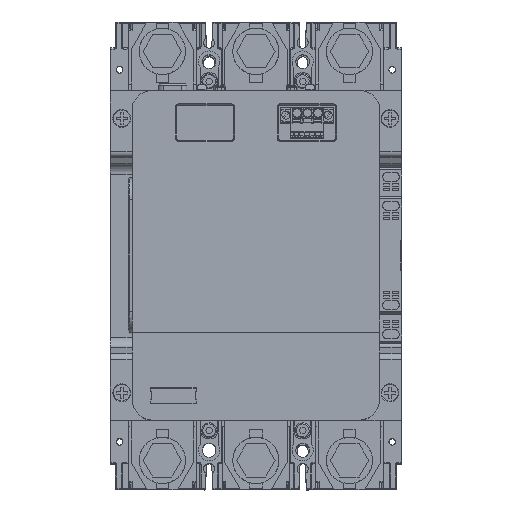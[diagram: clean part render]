
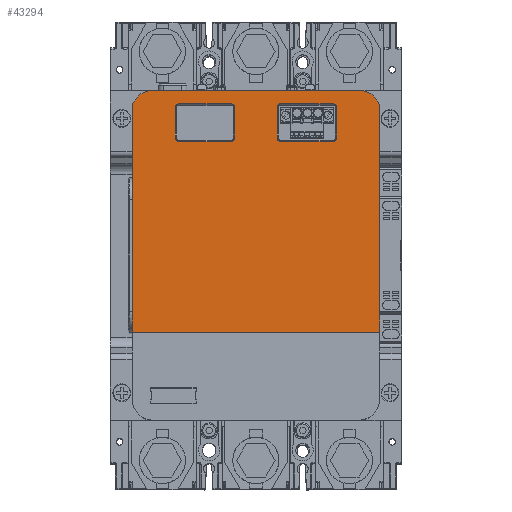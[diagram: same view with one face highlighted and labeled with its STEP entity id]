
A CAD part, top view. The second image highlights one B-rep face of the part: STEP entity #43294.
In plain terms, the highlighted planar face has unit normal (0, 0, 1).
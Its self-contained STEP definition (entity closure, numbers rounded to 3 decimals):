
#1605=DIRECTION('',(-1.,0.,0.));
#1606=VECTOR('',#1605,100.136);
#1607=CARTESIAN_POINT('',(120.068,191.75,208.4));
#1608=LINE('',#1607,#1606);
#5240=DIRECTION('',(-1.,0.,0.));
#5241=VECTOR('',#5240,119.);
#5242=CARTESIAN_POINT('',(129.5,75.65,208.4));
#5243=LINE('',#5242,#5241);
#5244=DIRECTION('',(0.,1.,0.));
#5245=VECTOR('',#5244,108.96);
#5246=CARTESIAN_POINT('',(10.5,75.65,208.4));
#5247=LINE('',#5246,#5245);
#5248=CARTESIAN_POINT('',(19.932,181.95,208.4));
#5249=DIRECTION('',(0.,0.,-1.));
#5250=DIRECTION('',(-0.962,0.271,0.));
#5251=AXIS2_PLACEMENT_3D('',#5248,#5249,#5250);
#5253=CARTESIAN_POINT('',(120.068,181.95,208.4));
#5254=DIRECTION('',(0.,0.,-1.));
#5255=DIRECTION('',(0.,1.,0.));
#5256=AXIS2_PLACEMENT_3D('',#5253,#5254,#5255);
#5258=DIRECTION('',(0.,-1.,0.));
#5259=VECTOR('',#5258,108.96);
#5260=CARTESIAN_POINT('',(129.5,184.61,208.4));
#5261=LINE('',#5260,#5259);
#5262=CARTESIAN_POINT('',(32.8,168.95,208.4));
#5263=DIRECTION('',(0.,0.,1.));
#5264=DIRECTION('',(-1.,0.,0.));
#5265=AXIS2_PLACEMENT_3D('',#5262,#5263,#5264);
#5267=DIRECTION('',(1.,0.,0.));
#5268=VECTOR('',#5267,25.4);
#5269=CARTESIAN_POINT('',(32.8,167.35,208.4));
#5270=LINE('',#5269,#5268);
#5271=CARTESIAN_POINT('',(58.2,168.95,208.4));
#5272=DIRECTION('',(0.,0.,1.));
#5273=DIRECTION('',(0.,-1.,0.));
#5274=AXIS2_PLACEMENT_3D('',#5271,#5272,#5273);
#5276=DIRECTION('',(0.,1.,0.));
#5277=VECTOR('',#5276,14.9);
#5278=CARTESIAN_POINT('',(59.8,168.95,208.4));
#5279=LINE('',#5278,#5277);
#5280=CARTESIAN_POINT('',(58.2,183.85,208.4));
#5281=DIRECTION('',(0.,0.,1.));
#5282=DIRECTION('',(1.,0.,0.));
#5283=AXIS2_PLACEMENT_3D('',#5280,#5281,#5282);
#5285=DIRECTION('',(-1.,0.,0.));
#5286=VECTOR('',#5285,25.4);
#5287=CARTESIAN_POINT('',(58.2,185.45,208.4));
#5288=LINE('',#5287,#5286);
#5289=CARTESIAN_POINT('',(32.8,183.85,208.4));
#5290=DIRECTION('',(0.,0.,1.));
#5291=DIRECTION('',(0.,1.,0.));
#5292=AXIS2_PLACEMENT_3D('',#5289,#5290,#5291);
#5294=DIRECTION('',(0.,-1.,0.));
#5295=VECTOR('',#5294,14.9);
#5296=CARTESIAN_POINT('',(31.2,183.85,208.4));
#5297=LINE('',#5296,#5295);
#5298=DIRECTION('',(0.,-1.,0.));
#5299=VECTOR('',#5298,14.9);
#5300=CARTESIAN_POINT('',(80.2,183.85,208.4));
#5301=LINE('',#5300,#5299);
#5302=CARTESIAN_POINT('',(81.8,168.95,208.4));
#5303=DIRECTION('',(0.,0.,1.));
#5304=DIRECTION('',(-1.,0.,0.));
#5305=AXIS2_PLACEMENT_3D('',#5302,#5303,#5304);
#5307=DIRECTION('',(1.,0.,0.));
#5308=VECTOR('',#5307,25.4);
#5309=CARTESIAN_POINT('',(81.8,167.35,208.4));
#5310=LINE('',#5309,#5308);
#5311=CARTESIAN_POINT('',(107.2,168.95,208.4));
#5312=DIRECTION('',(0.,0.,1.));
#5313=DIRECTION('',(0.,-1.,0.));
#5314=AXIS2_PLACEMENT_3D('',#5311,#5312,#5313);
#5316=DIRECTION('',(0.,1.,0.));
#5317=VECTOR('',#5316,14.9);
#5318=CARTESIAN_POINT('',(108.8,168.95,208.4));
#5319=LINE('',#5318,#5317);
#5320=CARTESIAN_POINT('',(107.2,183.85,208.4));
#5321=DIRECTION('',(0.,0.,1.));
#5322=DIRECTION('',(1.,0.,0.));
#5323=AXIS2_PLACEMENT_3D('',#5320,#5321,#5322);
#5325=DIRECTION('',(-1.,0.,0.));
#5326=VECTOR('',#5325,25.4);
#5327=CARTESIAN_POINT('',(107.2,185.45,208.4));
#5328=LINE('',#5327,#5326);
#5329=CARTESIAN_POINT('',(81.8,183.85,208.4));
#5330=DIRECTION('',(0.,0.,1.));
#5331=DIRECTION('',(0.,1.,0.));
#5332=AXIS2_PLACEMENT_3D('',#5329,#5330,#5331);
#30211=CARTESIAN_POINT('',(120.068,191.75,208.4));
#30212=VERTEX_POINT('',#30211);
#30213=CARTESIAN_POINT('',(19.932,191.75,208.4));
#30214=VERTEX_POINT('',#30213);
#32634=CARTESIAN_POINT('',(10.5,184.61,208.4));
#32635=VERTEX_POINT('',#32634);
#32636=CARTESIAN_POINT('',(10.5,75.65,208.4));
#32637=VERTEX_POINT('',#32636);
#32721=CARTESIAN_POINT('',(129.5,75.65,208.4));
#32722=VERTEX_POINT('',#32721);
#32723=CARTESIAN_POINT('',(129.5,184.61,208.4));
#32724=VERTEX_POINT('',#32723);
#33376=CARTESIAN_POINT('',(31.2,168.95,208.4));
#33377=CARTESIAN_POINT('',(32.8,167.35,208.4));
#33378=VERTEX_POINT('',#33376);
#33379=VERTEX_POINT('',#33377);
#33380=CARTESIAN_POINT('',(58.2,167.35,208.4));
#33381=VERTEX_POINT('',#33380);
#33382=CARTESIAN_POINT('',(59.8,168.95,208.4));
#33383=VERTEX_POINT('',#33382);
#33384=CARTESIAN_POINT('',(59.8,183.85,208.4));
#33385=VERTEX_POINT('',#33384);
#33386=CARTESIAN_POINT('',(58.2,185.45,208.4));
#33387=VERTEX_POINT('',#33386);
#33388=CARTESIAN_POINT('',(32.8,185.45,208.4));
#33389=VERTEX_POINT('',#33388);
#33390=CARTESIAN_POINT('',(31.2,183.85,208.4));
#33391=VERTEX_POINT('',#33390);
#33392=CARTESIAN_POINT('',(80.2,183.85,208.4));
#33393=CARTESIAN_POINT('',(80.2,168.95,208.4));
#33394=VERTEX_POINT('',#33392);
#33395=VERTEX_POINT('',#33393);
#33396=CARTESIAN_POINT('',(81.8,167.35,208.4));
#33397=VERTEX_POINT('',#33396);
#33398=CARTESIAN_POINT('',(107.2,167.35,208.4));
#33399=VERTEX_POINT('',#33398);
#33400=CARTESIAN_POINT('',(108.8,168.95,208.4));
#33401=VERTEX_POINT('',#33400);
#33402=CARTESIAN_POINT('',(108.8,183.85,208.4));
#33403=VERTEX_POINT('',#33402);
#33404=CARTESIAN_POINT('',(107.2,185.45,208.4));
#33405=VERTEX_POINT('',#33404);
#33406=CARTESIAN_POINT('',(81.8,185.45,208.4));
#33407=VERTEX_POINT('',#33406);
#43243=CARTESIAN_POINT('',(70.,112.5,208.4));
#43244=DIRECTION('',(0.,0.,1.));
#43245=DIRECTION('',(1.,0.,0.));
#43246=AXIS2_PLACEMENT_3D('',#43243,#43244,#43245);
#43247=PLANE('',#43246);
#43248=ORIENTED_EDGE('',*,*,#43235,.T.);
#43249=ORIENTED_EDGE('',*,*,#43093,.T.);
#43251=ORIENTED_EDGE('',*,*,#43250,.T.);
#43252=ORIENTED_EDGE('',*,*,#38827,.F.);
#43254=ORIENTED_EDGE('',*,*,#43253,.T.);
#43255=ORIENTED_EDGE('',*,*,#43155,.T.);
#43256=EDGE_LOOP('',(#43248,#43249,#43251,#43252,#43254,#43255));
#43257=FACE_OUTER_BOUND('',#43256,.F.);
#43259=ORIENTED_EDGE('',*,*,#43258,.T.);
#43261=ORIENTED_EDGE('',*,*,#43260,.T.);
#43263=ORIENTED_EDGE('',*,*,#43262,.T.);
#43265=ORIENTED_EDGE('',*,*,#43264,.T.);
#43267=ORIENTED_EDGE('',*,*,#43266,.T.);
#43269=ORIENTED_EDGE('',*,*,#43268,.T.);
#43271=ORIENTED_EDGE('',*,*,#43270,.T.);
#43273=ORIENTED_EDGE('',*,*,#43272,.T.);
#43274=EDGE_LOOP('',(#43259,#43261,#43263,#43265,#43267,#43269,#43271,#43273));
#43275=FACE_BOUND('',#43274,.F.);
#43277=ORIENTED_EDGE('',*,*,#43276,.T.);
#43279=ORIENTED_EDGE('',*,*,#43278,.T.);
#43281=ORIENTED_EDGE('',*,*,#43280,.T.);
#43283=ORIENTED_EDGE('',*,*,#43282,.T.);
#43285=ORIENTED_EDGE('',*,*,#43284,.T.);
#43287=ORIENTED_EDGE('',*,*,#43286,.T.);
#43289=ORIENTED_EDGE('',*,*,#43288,.T.);
#43291=ORIENTED_EDGE('',*,*,#43290,.T.);
#43292=EDGE_LOOP('',(#43277,#43279,#43281,#43283,#43285,#43287,#43289,#43291));
#43293=FACE_BOUND('',#43292,.F.);
#5252=CIRCLE('',#5251,9.8);
#5257=CIRCLE('',#5256,9.8);
#5266=CIRCLE('',#5265,1.6);
#5275=CIRCLE('',#5274,1.6);
#5284=CIRCLE('',#5283,1.6);
#5293=CIRCLE('',#5292,1.6);
#5306=CIRCLE('',#5305,1.6);
#5315=CIRCLE('',#5314,1.6);
#5324=CIRCLE('',#5323,1.6);
#5333=CIRCLE('',#5332,1.6);
#38827=EDGE_CURVE('',#30212,#30214,#1608,.T.);
#43093=EDGE_CURVE('',#32637,#32635,#5247,.T.);
#43155=EDGE_CURVE('',#32724,#32722,#5261,.T.);
#43235=EDGE_CURVE('',#32722,#32637,#5243,.T.);
#43250=EDGE_CURVE('',#32635,#30214,#5252,.T.);
#43253=EDGE_CURVE('',#30212,#32724,#5257,.T.);
#43258=EDGE_CURVE('',#33378,#33379,#5266,.T.);
#43260=EDGE_CURVE('',#33379,#33381,#5270,.T.);
#43262=EDGE_CURVE('',#33381,#33383,#5275,.T.);
#43264=EDGE_CURVE('',#33383,#33385,#5279,.T.);
#43266=EDGE_CURVE('',#33385,#33387,#5284,.T.);
#43268=EDGE_CURVE('',#33387,#33389,#5288,.T.);
#43270=EDGE_CURVE('',#33389,#33391,#5293,.T.);
#43272=EDGE_CURVE('',#33391,#33378,#5297,.T.);
#43276=EDGE_CURVE('',#33394,#33395,#5301,.T.);
#43278=EDGE_CURVE('',#33395,#33397,#5306,.T.);
#43280=EDGE_CURVE('',#33397,#33399,#5310,.T.);
#43282=EDGE_CURVE('',#33399,#33401,#5315,.T.);
#43284=EDGE_CURVE('',#33401,#33403,#5319,.T.);
#43286=EDGE_CURVE('',#33403,#33405,#5324,.T.);
#43288=EDGE_CURVE('',#33405,#33407,#5328,.T.);
#43290=EDGE_CURVE('',#33407,#33394,#5333,.T.);
#43294=ADVANCED_FACE('',(#43257,#43275,#43293),#43247,.T.);
